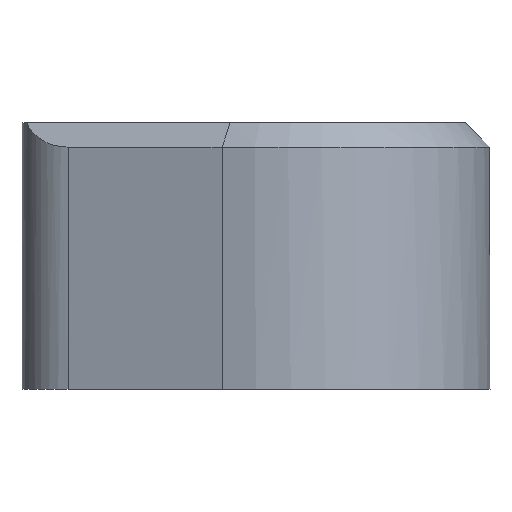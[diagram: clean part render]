
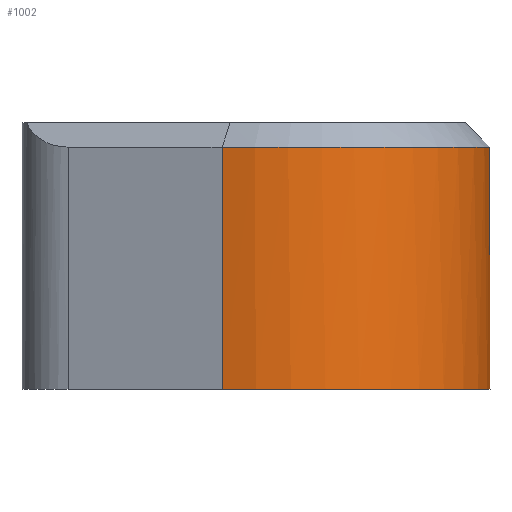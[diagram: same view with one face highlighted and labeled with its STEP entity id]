
A CAD part, left-side view. The second image highlights one B-rep face of the part: STEP entity #1002.
In plain terms, the highlighted cylindrical face has radius 25 mm (diameter 50 mm), a partial arc.
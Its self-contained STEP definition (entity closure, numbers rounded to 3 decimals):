
#45=B_SPLINE_CURVE_WITH_KNOTS('',3,(#2033,#2034,#2035,#2036,#2037,#2038,
#2039,#2040,#2041),.UNSPECIFIED.,.F.,.F.,(4,1,1,1,1,1,4),(-18.865,
-18.271,-17.677,-17.083,-16.489,
-15.895,-15.59),.UNSPECIFIED.);
#67=CYLINDRICAL_SURFACE('',#1087,25.);
#108=CIRCLE('',#1088,25.);
#109=CIRCLE('',#1089,25.);
#158=FACE_OUTER_BOUND('',#222,.T.);
#222=EDGE_LOOP('',(#823,#824,#825,#826));
#301=LINE('',#2194,#378);
#378=VECTOR('',#1283,10.);
#468=VERTEX_POINT('',#2024);
#469=VERTEX_POINT('',#2026);
#476=VERTEX_POINT('',#2191);
#477=VERTEX_POINT('',#2193);
#591=EDGE_CURVE('',#468,#469,#45,.T.);
#603=EDGE_CURVE('',#469,#476,#108,.T.);
#604=EDGE_CURVE('',#477,#476,#301,.T.);
#605=EDGE_CURVE('',#477,#468,#109,.T.);
#823=ORIENTED_EDGE('',*,*,#591,.T.);
#824=ORIENTED_EDGE('',*,*,#603,.T.);
#825=ORIENTED_EDGE('',*,*,#604,.F.);
#826=ORIENTED_EDGE('',*,*,#605,.T.);
#1002=ADVANCED_FACE('',(#158),#67,.T.);
#1087=AXIS2_PLACEMENT_3D('',#2190,#1279,#1280);
#1088=AXIS2_PLACEMENT_3D('',#2192,#1281,#1282);
#1089=AXIS2_PLACEMENT_3D('',#2195,#1284,#1285);
#1279=DIRECTION('center_axis',(0.,0.,-1.));
#1280=DIRECTION('ref_axis',(-1.,0.,0.));
#1281=DIRECTION('center_axis',(0.,0.,-1.));
#1282=DIRECTION('ref_axis',(-1.,0.,0.));
#1283=DIRECTION('',(0.,0.,1.));
#1284=DIRECTION('center_axis',(0.,0.,1.));
#1285=DIRECTION('ref_axis',(-1.,0.,0.));
#2024=CARTESIAN_POINT('',(-122.565,-8.706,-1.5));
#2026=CARTESIAN_POINT('',(-123.731,-11.362,28.5));
#2033=CARTESIAN_POINT('Ctrl Pts',(-122.565,-8.706,-1.5));
#2034=CARTESIAN_POINT('Ctrl Pts',(-122.843,-9.454,-0.028));
#2035=CARTESIAN_POINT('Ctrl Pts',(-123.423,-10.797,3.118));
#2036=CARTESIAN_POINT('Ctrl Pts',(-124.213,-12.285,8.386));
#2037=CARTESIAN_POINT('Ctrl Pts',(-124.717,-13.118,14.152));
#2038=CARTESIAN_POINT('Ctrl Pts',(-124.72,-13.121,20.155));
#2039=CARTESIAN_POINT('Ctrl Pts',(-124.265,-12.372,24.968));
#2040=CARTESIAN_POINT('Ctrl Pts',(-123.874,-11.64,27.628));
#2041=CARTESIAN_POINT('Ctrl Pts',(-123.733,-11.363,28.501));
#2190=CARTESIAN_POINT('Origin',(-146.,0.,0.));
#2191=CARTESIAN_POINT('',(-169.615,8.205,28.5));
#2192=CARTESIAN_POINT('Origin',(-146.,0.,28.5));
#2193=CARTESIAN_POINT('',(-169.615,8.205,-1.5));
#2194=CARTESIAN_POINT('',(-169.615,8.205,0.));
#2195=CARTESIAN_POINT('Origin',(-146.,0.,-1.5));
